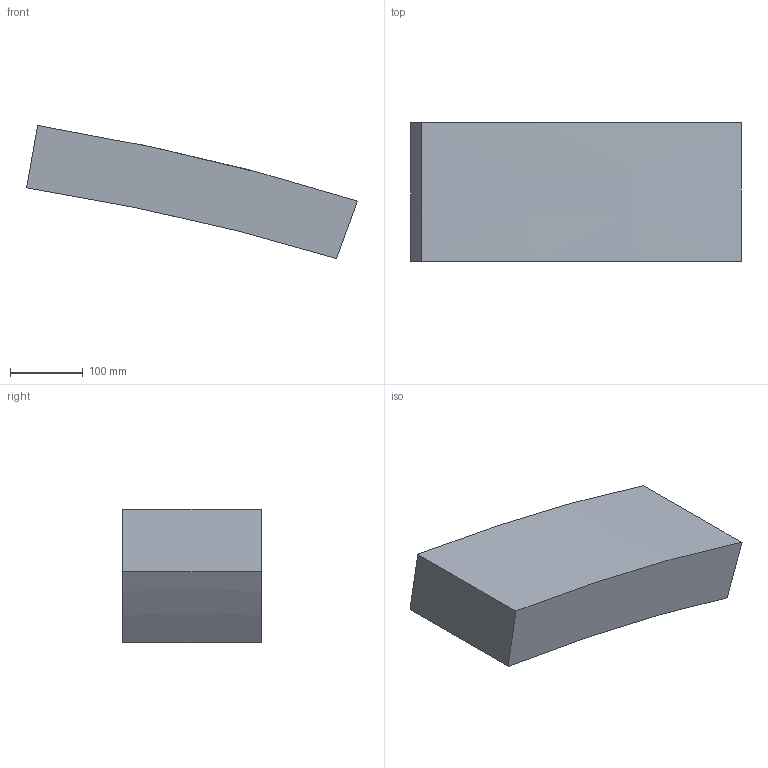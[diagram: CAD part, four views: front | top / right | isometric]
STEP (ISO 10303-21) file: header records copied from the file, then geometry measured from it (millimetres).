
FILE_DESCRIPTION(/* description */ (''),/* implementation_level */ '2;1');
FILE_NAME(/* name */ 'O - 1.step',/* time_stamp */ '2022-03-07T15:19:17-06:00',/* author */ (''),/* organization */ (''),/* preprocessor_version */ 'ST-DEVELOPER v18.1',/* originating_system */ 'Autodesk Translation Framework v10.13.0.1454',/* authorisation */ '');
FILE_SCHEMA (('AUTOMOTIVE_DESIGN { 1 0 10303 214 3 1 1 }'));
Length unit declared in the file: inch
Products named in the file (1): O - 1
Bounding box: 453.88 x 190.5 x 182.76 mm (x, y, z)
Volume: 7226091.2 mm3; surface area: 277539.1 mm2
Topology: 1 solids, 1 shells, 7 faces, 15 edges, 10 vertices
Faces by surface type: bspline 4, plane 3
Entity records: 362 total; most frequent: CARTESIAN_POINT 211, ORIENTED_EDGE 30, EDGE_CURVE 15, B_SPLINE_CURVE_WITH_KNOTS 14, VERTEX_POINT 10, DIRECTION 9, FACE_OUTER_BOUND 7, EDGE_LOOP 7
